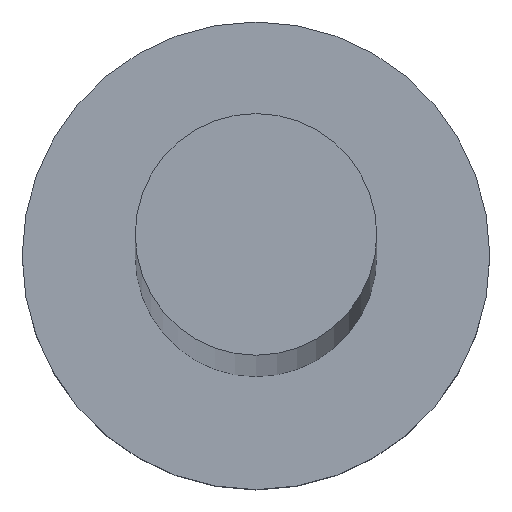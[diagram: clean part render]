
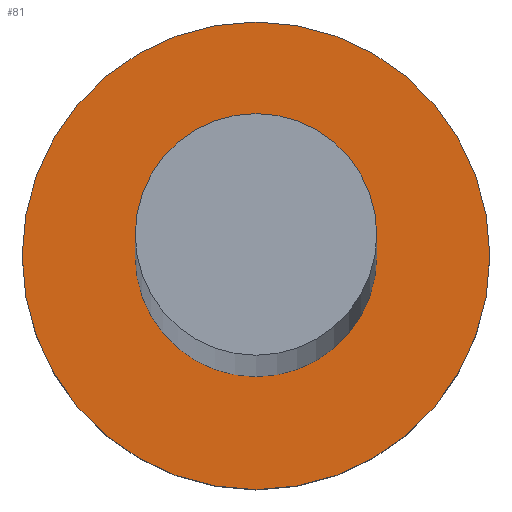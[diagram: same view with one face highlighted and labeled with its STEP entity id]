
A CAD part, top view. The second image highlights one B-rep face of the part: STEP entity #81.
In plain terms, the highlighted planar face has unit normal (0, 0, 1).
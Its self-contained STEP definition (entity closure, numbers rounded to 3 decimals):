
#8 = DIRECTION ( 'NONE',  ( 1., 0., 0. ) ) ;
#9 = FACE_OUTER_BOUND ( 'NONE', #204, .T. ) ;
#12 = EDGE_CURVE ( 'NONE', #206, #133, #147, .T. ) ;
#15 = CARTESIAN_POINT ( 'NONE',  ( 0., 0., 5. ) ) ;
#25 = EDGE_CURVE ( 'NONE', #244, #31, #99, .T. ) ;
#28 = CARTESIAN_POINT ( 'NONE',  ( 0., 0., 5. ) ) ;
#31 = VERTEX_POINT ( 'NONE', #107 ) ;
#36 = ORIENTED_EDGE ( 'NONE', *, *, #25, .T. ) ;
#37 = AXIS2_PLACEMENT_3D ( 'NONE', #171, #119, #8 ) ;
#46 = CARTESIAN_POINT ( 'NONE',  ( 0., 0., 5. ) ) ;
#47 = EDGE_CURVE ( 'NONE', #133, #206, #140, .T. ) ;
#56 = CARTESIAN_POINT ( 'NONE',  ( 0., 0., 5. ) ) ;
#70 = DIRECTION ( 'NONE',  ( 0., 0., 1. ) ) ;
#73 = CARTESIAN_POINT ( 'NONE',  ( -3.1, 0., 5. ) ) ;
#79 = AXIS2_PLACEMENT_3D ( 'NONE', #28, #91, #144 ) ;
#81 = ADVANCED_FACE ( 'NONE', ( #179, #9 ), #109, .T. ) ;
#87 = DIRECTION ( 'NONE',  ( 0., 0., 1. ) ) ;
#91 = DIRECTION ( 'NONE',  ( 0., 0., 1. ) ) ;
#92 = ORIENTED_EDGE ( 'NONE', *, *, #187, .T. ) ;
#93 = AXIS2_PLACEMENT_3D ( 'NONE', #15, #87, #162 ) ;
#95 = DIRECTION ( 'NONE',  ( 1., 0., 0. ) ) ;
#97 = AXIS2_PLACEMENT_3D ( 'NONE', #56, #70, #95 ) ;
#99 = CIRCLE ( 'NONE', #97, 6. ) ;
#107 = CARTESIAN_POINT ( 'NONE',  ( -6., 0., 5. ) ) ;
#109 = PLANE ( 'NONE',  #93 ) ;
#119 = DIRECTION ( 'NONE',  ( 0., 0., 1. ) ) ;
#125 = DIRECTION ( 'NONE',  ( 0., 0., 1. ) ) ;
#133 = VERTEX_POINT ( 'NONE', #73 ) ;
#140 = CIRCLE ( 'NONE', #79, 3.1 ) ;
#144 = DIRECTION ( 'NONE',  ( 1., 0., 0. ) ) ;
#147 = CIRCLE ( 'NONE', #189, 3.1 ) ;
#150 = ORIENTED_EDGE ( 'NONE', *, *, #12, .F. ) ;
#162 = DIRECTION ( 'NONE',  ( 1., 0., 0. ) ) ;
#171 = CARTESIAN_POINT ( 'NONE',  ( 0., 0., 5. ) ) ;
#173 = CARTESIAN_POINT ( 'NONE',  ( 6., 0., 5. ) ) ;
#179 = FACE_BOUND ( 'NONE', #219, .T. ) ;
#187 = EDGE_CURVE ( 'NONE', #31, #244, #190, .T. ) ;
#189 = AXIS2_PLACEMENT_3D ( 'NONE', #46, #125, #246 ) ;
#190 = CIRCLE ( 'NONE', #37, 6. ) ;
#204 = EDGE_LOOP ( 'NONE', ( #92, #36 ) ) ;
#206 = VERTEX_POINT ( 'NONE', #215 ) ;
#215 = CARTESIAN_POINT ( 'NONE',  ( 3.1, 0., 5. ) ) ;
#219 = EDGE_LOOP ( 'NONE', ( #228, #150 ) ) ;
#228 = ORIENTED_EDGE ( 'NONE', *, *, #47, .F. ) ;
#244 = VERTEX_POINT ( 'NONE', #173 ) ;
#246 = DIRECTION ( 'NONE',  ( 1., 0., 0. ) ) ;
